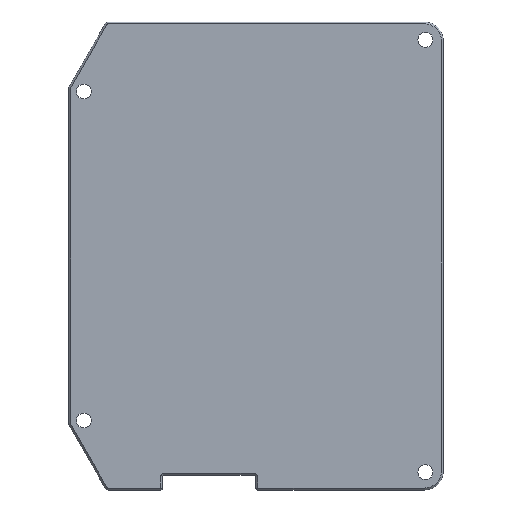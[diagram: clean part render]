
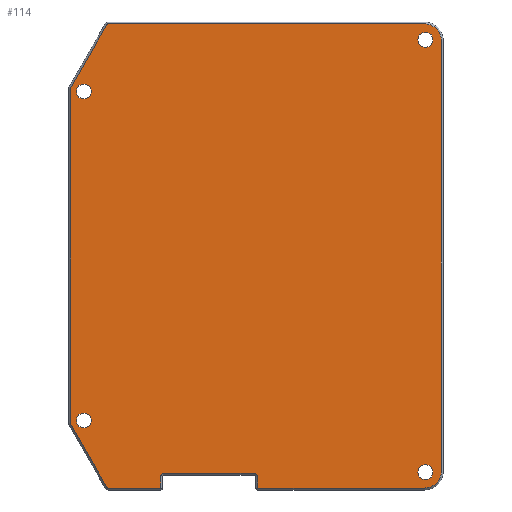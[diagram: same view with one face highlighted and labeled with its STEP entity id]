
A CAD part, top view. The second image highlights one B-rep face of the part: STEP entity #114.
In plain terms, the highlighted planar face has unit normal (0, 0, 1).
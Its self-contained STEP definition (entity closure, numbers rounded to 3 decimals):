
#58=FACE_BOUND('',#222,.T.);
#59=FACE_BOUND('',#223,.T.);
#60=FACE_BOUND('',#224,.T.);
#61=FACE_BOUND('',#225,.T.);
#62=FACE_BOUND('',#226,.T.);
#76=CIRCLE('',#805,0.5);
#77=CIRCLE('',#806,0.5);
#78=CIRCLE('',#807,1.);
#79=CIRCLE('',#808,1.);
#80=CIRCLE('',#809,4.5);
#81=CIRCLE('',#810,4.5);
#82=CIRCLE('',#811,0.5);
#83=CIRCLE('',#812,0.5);
#84=CIRCLE('',#813,2.);
#85=CIRCLE('',#814,2.);
#86=CIRCLE('',#815,2.);
#87=CIRCLE('',#816,2.);
#114=ADVANCED_FACE('',(#58,#59,#60,#61,#62),#160,.F.);
#160=PLANE('',#817);
#222=EDGE_LOOP('',(#286,#287,#288,#289,#290,#291,#292,#293,#294,#295,#296,
#297,#298,#299,#300,#301,#302,#303));
#223=EDGE_LOOP('',(#304));
#224=EDGE_LOOP('',(#305));
#225=EDGE_LOOP('',(#306));
#226=EDGE_LOOP('',(#307));
#286=ORIENTED_EDGE('',*,*,#564,.T.);
#287=ORIENTED_EDGE('',*,*,#565,.T.);
#288=ORIENTED_EDGE('',*,*,#566,.T.);
#289=ORIENTED_EDGE('',*,*,#567,.T.);
#290=ORIENTED_EDGE('',*,*,#568,.T.);
#291=ORIENTED_EDGE('',*,*,#569,.T.);
#292=ORIENTED_EDGE('',*,*,#570,.T.);
#293=ORIENTED_EDGE('',*,*,#571,.T.);
#294=ORIENTED_EDGE('',*,*,#572,.T.);
#295=ORIENTED_EDGE('',*,*,#573,.T.);
#296=ORIENTED_EDGE('',*,*,#574,.T.);
#297=ORIENTED_EDGE('',*,*,#575,.T.);
#298=ORIENTED_EDGE('',*,*,#576,.T.);
#299=ORIENTED_EDGE('',*,*,#577,.T.);
#300=ORIENTED_EDGE('',*,*,#578,.T.);
#301=ORIENTED_EDGE('',*,*,#579,.T.);
#302=ORIENTED_EDGE('',*,*,#580,.T.);
#303=ORIENTED_EDGE('',*,*,#581,.T.);
#304=ORIENTED_EDGE('',*,*,#582,.T.);
#305=ORIENTED_EDGE('',*,*,#583,.T.);
#306=ORIENTED_EDGE('',*,*,#584,.T.);
#307=ORIENTED_EDGE('',*,*,#585,.T.);
#498=VERTEX_POINT('',#1141);
#499=VERTEX_POINT('',#1142);
#500=VERTEX_POINT('',#1144);
#501=VERTEX_POINT('',#1146);
#502=VERTEX_POINT('',#1148);
#503=VERTEX_POINT('',#1150);
#504=VERTEX_POINT('',#1152);
#505=VERTEX_POINT('',#1154);
#506=VERTEX_POINT('',#1156);
#507=VERTEX_POINT('',#1158);
#508=VERTEX_POINT('',#1160);
#509=VERTEX_POINT('',#1162);
#510=VERTEX_POINT('',#1164);
#511=VERTEX_POINT('',#1166);
#512=VERTEX_POINT('',#1168);
#513=VERTEX_POINT('',#1170);
#514=VERTEX_POINT('',#1172);
#515=VERTEX_POINT('',#1174);
#516=VERTEX_POINT('',#1177);
#517=VERTEX_POINT('',#1179);
#518=VERTEX_POINT('',#1181);
#519=VERTEX_POINT('',#1183);
#564=EDGE_CURVE('',#498,#499,#76,.T.);
#565=EDGE_CURVE('',#499,#500,#670,.T.);
#566=EDGE_CURVE('',#500,#501,#77,.T.);
#567=EDGE_CURVE('',#501,#502,#671,.T.);
#568=EDGE_CURVE('',#502,#503,#672,.T.);
#569=EDGE_CURVE('',#503,#504,#78,.T.);
#570=EDGE_CURVE('',#504,#505,#673,.T.);
#571=EDGE_CURVE('',#505,#506,#79,.T.);
#572=EDGE_CURVE('',#506,#507,#674,.T.);
#573=EDGE_CURVE('',#507,#508,#675,.T.);
#574=EDGE_CURVE('',#508,#509,#80,.T.);
#575=EDGE_CURVE('',#509,#510,#676,.T.);
#576=EDGE_CURVE('',#510,#511,#81,.T.);
#577=EDGE_CURVE('',#511,#512,#677,.T.);
#578=EDGE_CURVE('',#512,#513,#82,.T.);
#579=EDGE_CURVE('',#513,#514,#678,.T.);
#580=EDGE_CURVE('',#514,#515,#83,.T.);
#581=EDGE_CURVE('',#515,#498,#679,.T.);
#582=EDGE_CURVE('',#516,#516,#84,.T.);
#583=EDGE_CURVE('',#517,#517,#85,.T.);
#584=EDGE_CURVE('',#518,#518,#86,.T.);
#585=EDGE_CURVE('',#519,#519,#87,.T.);
#670=LINE('',#1143,#740);
#671=LINE('',#1147,#741);
#672=LINE('',#1149,#742);
#673=LINE('',#1153,#743);
#674=LINE('',#1157,#744);
#675=LINE('',#1159,#745);
#676=LINE('',#1163,#746);
#677=LINE('',#1167,#747);
#678=LINE('',#1171,#748);
#679=LINE('',#1175,#749);
#740=VECTOR('',#901,1.);
#741=VECTOR('',#904,1.);
#742=VECTOR('',#905,1.);
#743=VECTOR('',#908,1.);
#744=VECTOR('',#911,1.);
#745=VECTOR('',#912,1.);
#746=VECTOR('',#915,1.);
#747=VECTOR('',#918,1.);
#748=VECTOR('',#921,1.);
#749=VECTOR('',#924,1.);
#805=AXIS2_PLACEMENT_3D('',#1140,#899,#900);
#806=AXIS2_PLACEMENT_3D('',#1145,#902,#903);
#807=AXIS2_PLACEMENT_3D('',#1151,#906,#907);
#808=AXIS2_PLACEMENT_3D('',#1155,#909,#910);
#809=AXIS2_PLACEMENT_3D('',#1161,#913,#914);
#810=AXIS2_PLACEMENT_3D('',#1165,#916,#917);
#811=AXIS2_PLACEMENT_3D('',#1169,#919,#920);
#812=AXIS2_PLACEMENT_3D('',#1173,#922,#923);
#813=AXIS2_PLACEMENT_3D('',#1176,#925,#926);
#814=AXIS2_PLACEMENT_3D('',#1178,#927,#928);
#815=AXIS2_PLACEMENT_3D('',#1180,#929,#930);
#816=AXIS2_PLACEMENT_3D('',#1182,#931,#932);
#817=AXIS2_PLACEMENT_3D('',#1184,#933,#934);
#899=DIRECTION('',(0.,0.,1.));
#900=DIRECTION('',(-1.,0.,0.));
#901=DIRECTION('',(0.496,-0.868,0.));
#902=DIRECTION('',(0.,0.,1.));
#903=DIRECTION('',(-1.,0.,0.));
#904=DIRECTION('',(1.,0.,0.));
#905=DIRECTION('',(0.,1.,0.));
#906=DIRECTION('',(0.,0.,-1.));
#907=DIRECTION('',(-1.,0.,0.));
#908=DIRECTION('',(1.,0.,0.));
#909=DIRECTION('',(0.,0.,-1.));
#910=DIRECTION('',(-1.,0.,0.));
#911=DIRECTION('',(0.,-1.,0.));
#912=DIRECTION('',(1.,0.,0.));
#913=DIRECTION('',(0.,0.,1.));
#914=DIRECTION('',(-1.,0.,0.));
#915=DIRECTION('',(0.,1.,0.));
#916=DIRECTION('',(0.,0.,1.));
#917=DIRECTION('',(-1.,0.,0.));
#918=DIRECTION('',(-1.,0.,0.));
#919=DIRECTION('',(0.,0.,1.));
#920=DIRECTION('',(-1.,0.,0.));
#921=DIRECTION('',(-0.496,-0.868,0.));
#922=DIRECTION('',(0.,0.,1.));
#923=DIRECTION('',(-1.,0.,0.));
#924=DIRECTION('',(0.,-1.,0.));
#925=DIRECTION('',(0.,0.,-1.));
#926=DIRECTION('',(1.,0.,0.));
#927=DIRECTION('',(0.,0.,-1.));
#928=DIRECTION('',(1.,0.,0.));
#929=DIRECTION('',(0.,0.,-1.));
#930=DIRECTION('',(1.,0.,0.));
#931=DIRECTION('',(0.,0.,-1.));
#932=DIRECTION('',(1.,0.,0.));
#933=DIRECTION('',(0.,0.,-1.));
#934=DIRECTION('',(-1.,0.,0.));
#1140=CARTESIAN_POINT('',(-9.,-44.734,52.));
#1141=CARTESIAN_POINT('',(-9.5,-44.734,52.));
#1142=CARTESIAN_POINT('',(-9.434,-44.983,52.));
#1143=CARTESIAN_POINT('',(0.146,-61.748,52.));
#1144=CARTESIAN_POINT('',(0.146,-61.748,52.));
#1145=CARTESIAN_POINT('',(0.58,-61.5,52.));
#1146=CARTESIAN_POINT('',(0.58,-62.,52.));
#1147=CARTESIAN_POINT('',(14.5,-62.,52.));
#1148=CARTESIAN_POINT('',(14.5,-62.,52.));
#1149=CARTESIAN_POINT('',(14.5,-59.,52.));
#1150=CARTESIAN_POINT('',(14.5,-59.,52.));
#1151=CARTESIAN_POINT('',(15.5,-59.,52.));
#1152=CARTESIAN_POINT('',(15.5,-58.,52.));
#1153=CARTESIAN_POINT('',(39.5,-58.,52.));
#1154=CARTESIAN_POINT('',(39.5,-58.,52.));
#1155=CARTESIAN_POINT('',(39.5,-59.,52.));
#1156=CARTESIAN_POINT('',(40.5,-59.,52.));
#1157=CARTESIAN_POINT('',(40.5,-62.,52.));
#1158=CARTESIAN_POINT('',(40.5,-62.,52.));
#1159=CARTESIAN_POINT('',(85.,-62.,52.));
#1160=CARTESIAN_POINT('',(85.,-62.,52.));
#1161=CARTESIAN_POINT('',(85.,-57.5,52.));
#1162=CARTESIAN_POINT('',(89.5,-57.5,52.));
#1163=CARTESIAN_POINT('',(89.5,57.5,52.));
#1164=CARTESIAN_POINT('',(89.5,57.5,52.));
#1165=CARTESIAN_POINT('',(85.,57.5,52.));
#1166=CARTESIAN_POINT('',(85.,62.,52.));
#1167=CARTESIAN_POINT('',(0.58,62.,52.));
#1168=CARTESIAN_POINT('',(0.58,62.,52.));
#1169=CARTESIAN_POINT('',(0.58,61.5,52.));
#1170=CARTESIAN_POINT('',(0.146,61.748,52.));
#1171=CARTESIAN_POINT('',(-9.434,44.983,52.));
#1172=CARTESIAN_POINT('',(-9.434,44.983,52.));
#1173=CARTESIAN_POINT('',(-9.,44.734,52.));
#1174=CARTESIAN_POINT('',(-9.5,44.734,52.));
#1175=CARTESIAN_POINT('',(-9.5,-44.734,52.));
#1176=CARTESIAN_POINT('',(85.25,57.75,52.));
#1177=CARTESIAN_POINT('',(87.25,57.75,52.));
#1178=CARTESIAN_POINT('',(-6.,43.938,52.));
#1179=CARTESIAN_POINT('',(-4.,43.938,52.));
#1180=CARTESIAN_POINT('',(-6.,-43.938,52.));
#1181=CARTESIAN_POINT('',(-4.,-43.938,52.));
#1182=CARTESIAN_POINT('',(85.25,-57.75,52.));
#1183=CARTESIAN_POINT('',(87.25,-57.75,52.));
#1184=CARTESIAN_POINT('',(85.,57.5,52.));
